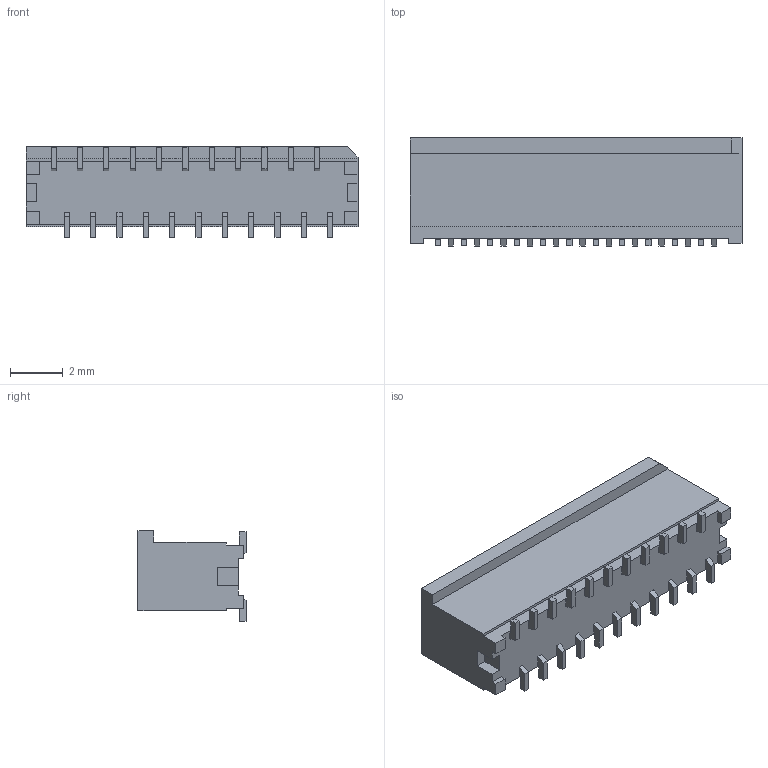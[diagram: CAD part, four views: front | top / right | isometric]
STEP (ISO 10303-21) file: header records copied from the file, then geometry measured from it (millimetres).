
FILE_DESCRIPTION((''),'2;1');
FILE_NAME('781272210','2016-12-05T',('ghp'),(''),'PRO/ENGINEER BY PARAMETRIC TECHNOLOGY CORPORATION, 2012310','PRO/ENGINEER BY PARAMETRIC TECHNOLOGY CORPORATION, 2012310','');
FILE_SCHEMA(('CONFIG_CONTROL_DESIGN'));
Length unit declared in the file: millimetre
Products named in the file (1): 781272210
Bounding box: 12.6 x 4.1 x 3.45 mm (x, y, z)
Volume: 104.8 mm3; surface area: 399 mm2
Topology: 1 solids, 1 shells, 560 faces, 1623 edges, 1110 vertices
Faces by surface type: plane 472, cylinder 88
Entity records: 18162 total; most frequent: CARTESIAN_POINT 3360, ORIENTED_EDGE 3070, DIRECTION 2833, EDGE_CURVE 1535, VECTOR 1447, LINE 1447, VERTEX_POINT 1022, AXIS2_PLACEMENT_3D 693
